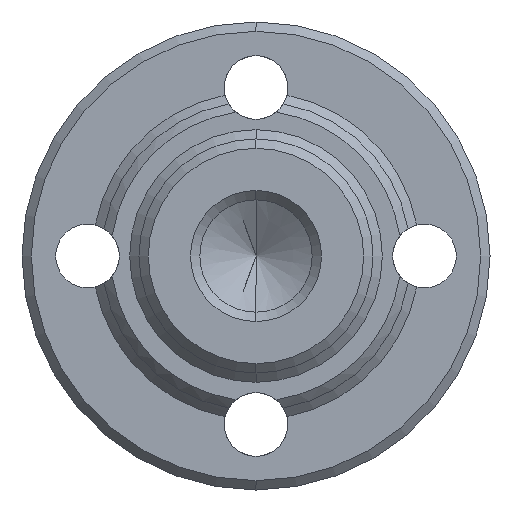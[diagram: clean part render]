
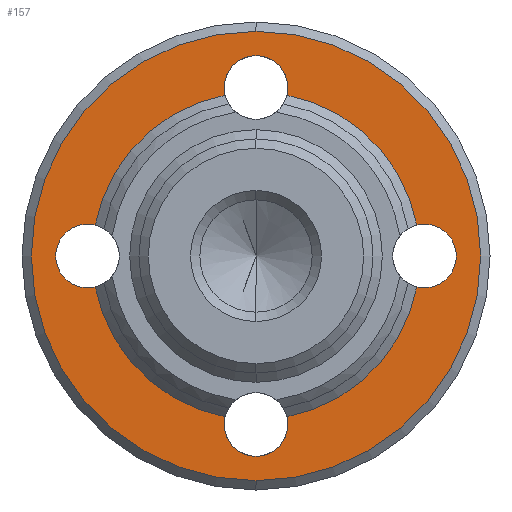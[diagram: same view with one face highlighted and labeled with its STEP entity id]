
A CAD part, left-side view. The second image highlights one B-rep face of the part: STEP entity #157.
In plain terms, the highlighted planar face has unit normal (-1, 0, 0).
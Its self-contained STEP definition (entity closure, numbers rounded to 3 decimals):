
#7 = EDGE_CURVE ( 'NONE', #1451, #720, #130, .T. ) ;
#28 = ORIENTED_EDGE ( 'NONE', *, *, #905, .T. ) ;
#82 = EDGE_CURVE ( 'NONE', #749, #1787, #1789, .T. ) ;
#103 = VERTEX_POINT ( 'NONE', #1340 ) ;
#127 = DIRECTION ( 'NONE',  ( 1., 0., 0. ) ) ;
#130 = CIRCLE ( 'NONE', #1292, 24. ) ;
#132 = AXIS2_PLACEMENT_3D ( 'NONE', #844, #1973, #1007 ) ;
#150 = EDGE_CURVE ( 'NONE', #932, #345, #2016, .T. ) ;
#157 = ADVANCED_FACE ( 'NONE', ( #823, #1598 ), #679, .F. ) ;
#207 = DIRECTION ( 'NONE',  ( 1., 0., 0. ) ) ;
#209 = ORIENTED_EDGE ( 'NONE', *, *, #1635, .T. ) ;
#223 = AXIS2_PLACEMENT_3D ( 'NONE', #356, #1489, #515 ) ;
#225 = CARTESIAN_POINT ( 'NONE',  ( 60., 0., 21.4 ) ) ;
#239 = VERTEX_POINT ( 'NONE', #1336 ) ;
#242 = CARTESIAN_POINT ( 'NONE',  ( 60., 18., 0. ) ) ;
#272 = CARTESIAN_POINT ( 'NONE',  ( 60., -18., 3.4 ) ) ;
#297 = CARTESIAN_POINT ( 'NONE',  ( 60., 16.5, 0. ) ) ;
#310 = CARTESIAN_POINT ( 'NONE',  ( 60., -17.186, -3.301 ) ) ;
#317 = VERTEX_POINT ( 'NONE', #1379 ) ;
#326 = CIRCLE ( 'NONE', #459, 3.4 ) ;
#344 = ORIENTED_EDGE ( 'NONE', *, *, #150, .T. ) ;
#345 = VERTEX_POINT ( 'NONE', #1701 ) ;
#356 = CARTESIAN_POINT ( 'NONE',  ( 60., 0., 0. ) ) ;
#412 = DIRECTION ( 'NONE',  ( 0., 0., -1. ) ) ;
#417 = CARTESIAN_POINT ( 'NONE',  ( 60., 17.186, -3.301 ) ) ;
#449 = DIRECTION ( 'NONE',  ( 0., 0., -1. ) ) ;
#458 = DIRECTION ( 'NONE',  ( 1., 0., 0. ) ) ;
#459 = AXIS2_PLACEMENT_3D ( 'NONE', #1189, #207, #1351 ) ;
#464 = EDGE_LOOP ( 'NONE', ( #1800, #1616 ) ) ;
#465 = CARTESIAN_POINT ( 'NONE',  ( 60., -18., 0. ) ) ;
#488 = CIRCLE ( 'NONE', #520, 3.4 ) ;
#489 = CIRCLE ( 'NONE', #1578, 17.5 ) ;
#515 = DIRECTION ( 'NONE',  ( 0., 0., -1. ) ) ;
#520 = AXIS2_PLACEMENT_3D ( 'NONE', #1425, #458, #1590 ) ;
#557 = DIRECTION ( 'NONE',  ( 1., 0., 0. ) ) ;
#559 = AXIS2_PLACEMENT_3D ( 'NONE', #862, #1990, #1024 ) ;
#561 = CIRCLE ( 'NONE', #1082, 17.5 ) ;
#614 = DIRECTION ( 'NONE',  ( 1., 0., 0. ) ) ;
#622 = DIRECTION ( 'NONE',  ( 0., 0., -1. ) ) ;
#637 = CARTESIAN_POINT ( 'NONE',  ( 60., -3.301, 17.186 ) ) ;
#660 = DIRECTION ( 'NONE',  ( 1., 0., 0. ) ) ;
#665 = CARTESIAN_POINT ( 'NONE',  ( 60., 0., -24. ) ) ;
#678 = ORIENTED_EDGE ( 'NONE', *, *, #2076, .T. ) ;
#679 = PLANE ( 'NONE',  #1140 ) ;
#697 = AXIS2_PLACEMENT_3D ( 'NONE', #1439, #1108, #449 ) ;
#716 = VERTEX_POINT ( 'NONE', #417 ) ;
#720 = VERTEX_POINT ( 'NONE', #1702 ) ;
#729 = DIRECTION ( 'NONE',  ( 1., 0., 0. ) ) ;
#744 = CARTESIAN_POINT ( 'NONE',  ( 60., 3.301, -17.186 ) ) ;
#749 = VERTEX_POINT ( 'NONE', #2030 ) ;
#759 = CIRCLE ( 'NONE', #223, 24. ) ;
#769 = ORIENTED_EDGE ( 'NONE', *, *, #1058, .T. ) ;
#792 = CIRCLE ( 'NONE', #1230, 3.4 ) ;
#823 = FACE_OUTER_BOUND ( 'NONE', #464, .T. ) ;
#844 = CARTESIAN_POINT ( 'NONE',  ( 60., 0., 0. ) ) ;
#862 = CARTESIAN_POINT ( 'NONE',  ( 60., 0., 18. ) ) ;
#877 = ORIENTED_EDGE ( 'NONE', *, *, #2056, .T. ) ;
#879 = DIRECTION ( 'NONE',  ( -1., 0., 0. ) ) ;
#883 = VERTEX_POINT ( 'NONE', #225 ) ;
#889 = CIRCLE ( 'NONE', #1825, 3.4 ) ;
#897 = DIRECTION ( 'NONE',  ( 1., 0., 0. ) ) ;
#905 = EDGE_CURVE ( 'NONE', #103, #932, #2023, .T. ) ;
#908 = EDGE_CURVE ( 'NONE', #1279, #1738, #792, .T. ) ;
#914 = DIRECTION ( 'NONE',  ( 1., 0., 0. ) ) ;
#928 = AXIS2_PLACEMENT_3D ( 'NONE', #465, #1596, #622 ) ;
#932 = VERTEX_POINT ( 'NONE', #1060 ) ;
#956 = EDGE_CURVE ( 'NONE', #345, #883, #1967, .T. ) ;
#958 = DIRECTION ( 'NONE',  ( 1., 0., 0. ) ) ;
#964 = ORIENTED_EDGE ( 'NONE', *, *, #82, .T. ) ;
#974 = CARTESIAN_POINT ( 'NONE',  ( 60., 0., -21.4 ) ) ;
#992 = ORIENTED_EDGE ( 'NONE', *, *, #1703, .T. ) ;
#1007 = DIRECTION ( 'NONE',  ( 0., 0., -1. ) ) ;
#1024 = DIRECTION ( 'NONE',  ( 0., 0., -1. ) ) ;
#1041 = DIRECTION ( 'NONE',  ( 0., 0., -1. ) ) ;
#1058 = EDGE_CURVE ( 'NONE', #317, #1227, #488, .T. ) ;
#1060 = CARTESIAN_POINT ( 'NONE',  ( 60., 17.186, 3.301 ) ) ;
#1082 = AXIS2_PLACEMENT_3D ( 'NONE', #1530, #557, #1687 ) ;
#1102 = DIRECTION ( 'NONE',  ( 0., 0., -1. ) ) ;
#1108 = DIRECTION ( 'NONE',  ( 1., 0., 0. ) ) ;
#1140 = AXIS2_PLACEMENT_3D ( 'NONE', #297, #614, #2064 ) ;
#1189 = CARTESIAN_POINT ( 'NONE',  ( 60., 18., 0. ) ) ;
#1199 = EDGE_CURVE ( 'NONE', #239, #103, #1944, .T. ) ;
#1227 = VERTEX_POINT ( 'NONE', #310 ) ;
#1230 = AXIS2_PLACEMENT_3D ( 'NONE', #1699, #729, #1862 ) ;
#1254 = CIRCLE ( 'NONE', #559, 3.4 ) ;
#1267 = ORIENTED_EDGE ( 'NONE', *, *, #1415, .T. ) ;
#1268 = CARTESIAN_POINT ( 'NONE',  ( 60., -18., 0. ) ) ;
#1279 = VERTEX_POINT ( 'NONE', #974 ) ;
#1292 = AXIS2_PLACEMENT_3D ( 'NONE', #1836, #879, #1041 ) ;
#1336 = CARTESIAN_POINT ( 'NONE',  ( 60., 18., -3.4 ) ) ;
#1340 = CARTESIAN_POINT ( 'NONE',  ( 60., 18., 3.4 ) ) ;
#1351 = DIRECTION ( 'NONE',  ( 0., 0., -1. ) ) ;
#1379 = CARTESIAN_POINT ( 'NONE',  ( 60., -18., -3.4 ) ) ;
#1380 = DIRECTION ( 'NONE',  ( 1., 0., 0. ) ) ;
#1386 = EDGE_LOOP ( 'NONE', ( #209, #877, #1827, #28, #344, #1746, #678, #1267, #964, #1782, #769, #1465, #992, #1759 ) ) ;
#1415 = EDGE_CURVE ( 'NONE', #1912, #749, #489, .T. ) ;
#1425 = CARTESIAN_POINT ( 'NONE',  ( 60., -18., 0. ) ) ;
#1439 = CARTESIAN_POINT ( 'NONE',  ( 60., 0., 0. ) ) ;
#1441 = AXIS2_PLACEMENT_3D ( 'NONE', #242, #1380, #412 ) ;
#1451 = VERTEX_POINT ( 'NONE', #665 ) ;
#1465 = ORIENTED_EDGE ( 'NONE', *, *, #2026, .T. ) ;
#1480 = EDGE_CURVE ( 'NONE', #720, #1451, #759, .T. ) ;
#1489 = DIRECTION ( 'NONE',  ( -1., 0., 0. ) ) ;
#1530 = CARTESIAN_POINT ( 'NONE',  ( 60., 0., 0. ) ) ;
#1578 = AXIS2_PLACEMENT_3D ( 'NONE', #1630, #660, #1788 ) ;
#1582 = CARTESIAN_POINT ( 'NONE',  ( 60., -3.301, -17.186 ) ) ;
#1590 = DIRECTION ( 'NONE',  ( 0., 0., -1. ) ) ;
#1596 = DIRECTION ( 'NONE',  ( 1., 0., 0. ) ) ;
#1598 = FACE_BOUND ( 'NONE', #1386, .T. ) ;
#1609 = AXIS2_PLACEMENT_3D ( 'NONE', #1268, #127, #1102 ) ;
#1616 = ORIENTED_EDGE ( 'NONE', *, *, #1480, .T. ) ;
#1622 = CIRCLE ( 'NONE', #132, 17.5 ) ;
#1630 = CARTESIAN_POINT ( 'NONE',  ( 60., 0., 0. ) ) ;
#1635 = EDGE_CURVE ( 'NONE', #1738, #716, #561, .T. ) ;
#1687 = DIRECTION ( 'NONE',  ( 0., 0., -1. ) ) ;
#1699 = CARTESIAN_POINT ( 'NONE',  ( 60., 0., -18. ) ) ;
#1701 = CARTESIAN_POINT ( 'NONE',  ( 60., 3.301, 17.186 ) ) ;
#1702 = CARTESIAN_POINT ( 'NONE',  ( 60., 0., 24. ) ) ;
#1703 = EDGE_CURVE ( 'NONE', #1805, #1279, #889, .T. ) ;
#1738 = VERTEX_POINT ( 'NONE', #744 ) ;
#1746 = ORIENTED_EDGE ( 'NONE', *, *, #956, .T. ) ;
#1759 = ORIENTED_EDGE ( 'NONE', *, *, #908, .T. ) ;
#1782 = ORIENTED_EDGE ( 'NONE', *, *, #1863, .T. ) ;
#1787 = VERTEX_POINT ( 'NONE', #272 ) ;
#1788 = DIRECTION ( 'NONE',  ( 0., 0., -1. ) ) ;
#1789 = CIRCLE ( 'NONE', #1609, 3.4 ) ;
#1800 = ORIENTED_EDGE ( 'NONE', *, *, #7, .T. ) ;
#1805 = VERTEX_POINT ( 'NONE', #1582 ) ;
#1821 = AXIS2_PLACEMENT_3D ( 'NONE', #1923, #958, #2081 ) ;
#1825 = AXIS2_PLACEMENT_3D ( 'NONE', #1865, #897, #2022 ) ;
#1827 = ORIENTED_EDGE ( 'NONE', *, *, #1199, .T. ) ;
#1836 = CARTESIAN_POINT ( 'NONE',  ( 60., 0., 0. ) ) ;
#1862 = DIRECTION ( 'NONE',  ( 0., 0., -1. ) ) ;
#1863 = EDGE_CURVE ( 'NONE', #1787, #317, #1922, .T. ) ;
#1865 = CARTESIAN_POINT ( 'NONE',  ( 60., 0., -18. ) ) ;
#1880 = CARTESIAN_POINT ( 'NONE',  ( 60., 0., 18. ) ) ;
#1912 = VERTEX_POINT ( 'NONE', #637 ) ;
#1922 = CIRCLE ( 'NONE', #928, 3.4 ) ;
#1923 = CARTESIAN_POINT ( 'NONE',  ( 60., 18., 0. ) ) ;
#1944 = CIRCLE ( 'NONE', #1821, 3.4 ) ;
#1964 = AXIS2_PLACEMENT_3D ( 'NONE', #1880, #914, #2037 ) ;
#1967 = CIRCLE ( 'NONE', #1964, 3.4 ) ;
#1973 = DIRECTION ( 'NONE',  ( 1., 0., 0. ) ) ;
#1990 = DIRECTION ( 'NONE',  ( 1., 0., 0. ) ) ;
#2016 = CIRCLE ( 'NONE', #697, 17.5 ) ;
#2022 = DIRECTION ( 'NONE',  ( 0., 0., -1. ) ) ;
#2023 = CIRCLE ( 'NONE', #1441, 3.4 ) ;
#2026 = EDGE_CURVE ( 'NONE', #1227, #1805, #1622, .T. ) ;
#2030 = CARTESIAN_POINT ( 'NONE',  ( 60., -17.186, 3.301 ) ) ;
#2037 = DIRECTION ( 'NONE',  ( 0., 0., -1. ) ) ;
#2056 = EDGE_CURVE ( 'NONE', #716, #239, #326, .T. ) ;
#2064 = DIRECTION ( 'NONE',  ( 0., 0., -1. ) ) ;
#2076 = EDGE_CURVE ( 'NONE', #883, #1912, #1254, .T. ) ;
#2081 = DIRECTION ( 'NONE',  ( 0., 0., -1. ) ) ;
